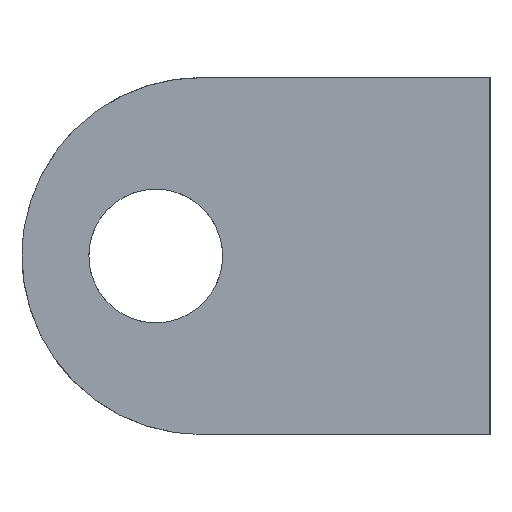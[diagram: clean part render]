
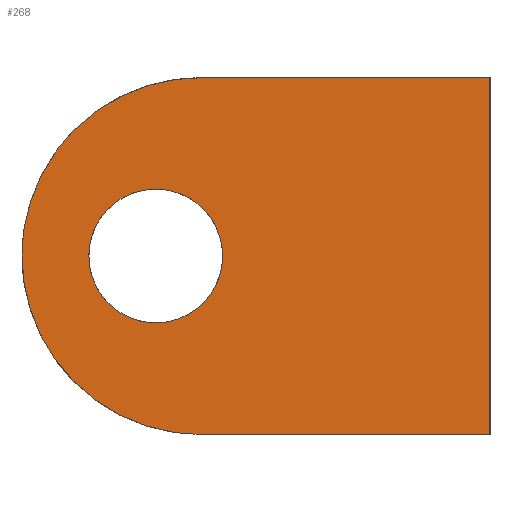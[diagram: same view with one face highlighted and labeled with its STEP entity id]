
A CAD part, left-side view. The second image highlights one B-rep face of the part: STEP entity #268.
In plain terms, the highlighted free-form (B-spline) face has degree [1, 1] with [2, 2] control points.
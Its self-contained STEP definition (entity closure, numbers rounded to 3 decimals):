
#118 = VERTEX_POINT('',#119);
#119 = CARTESIAN_POINT('',(-11.007,13.239,
    7.425));
#137 = VERTEX_POINT('',#138);
#138 = CARTESIAN_POINT('',(-11.007,13.239,
    16.334));
#143 = EDGE_CURVE('',#118,#137,#144,.T.);
#144 = ( BOUNDED_CURVE() B_SPLINE_CURVE(2,(#145,#146,#147,#148,#149),
.UNSPECIFIED.,.F.,.F.) B_SPLINE_CURVE_WITH_KNOTS((3,2,3),(0.,
1.571,3.142),.PIECEWISE_BEZIER_KNOTS.) CURVE() 
GEOMETRIC_REPRESENTATION_ITEM() RATIONAL_B_SPLINE_CURVE((1.,
0.707,1.,0.707,1.)) REPRESENTATION_ITEM('') );
#145 = CARTESIAN_POINT('',(-11.007,13.239,
    7.425));
#146 = CARTESIAN_POINT('',(-11.007,8.785,7.425
    ));
#147 = CARTESIAN_POINT('',(-11.007,8.785,
    11.879));
#148 = CARTESIAN_POINT('',(-11.007,8.785,
    16.334));
#149 = CARTESIAN_POINT('',(-11.007,13.239,
    16.334));
#268 = ADVANCED_FACE('',(#269,#280),#319,.F.);
#269 = FACE_BOUND('',#270,.T.);
#270 = EDGE_LOOP('',(#271,#272));
#271 = ORIENTED_EDGE('',*,*,#143,.F.);
#272 = ORIENTED_EDGE('',*,*,#273,.F.);
#273 = EDGE_CURVE('',#137,#118,#274,.T.);
#274 = ( BOUNDED_CURVE() B_SPLINE_CURVE(2,(#275,#276,#277,#278,#279),
.UNSPECIFIED.,.F.,.F.) B_SPLINE_CURVE_WITH_KNOTS((3,2,3),(3.142,
4.712,6.283),.PIECEWISE_BEZIER_KNOTS.) CURVE() 
GEOMETRIC_REPRESENTATION_ITEM() RATIONAL_B_SPLINE_CURVE((1.,
0.707,1.,0.707,1.)) REPRESENTATION_ITEM('') );
#275 = CARTESIAN_POINT('',(-11.007,13.239,
    16.334));
#276 = CARTESIAN_POINT('',(-11.007,17.694,
    16.334));
#277 = CARTESIAN_POINT('',(-11.007,17.694,
    11.879));
#278 = CARTESIAN_POINT('',(-11.007,17.694,7.425
    ));
#279 = CARTESIAN_POINT('',(-11.007,13.239,
    7.425));
#280 = FACE_BOUND('',#281,.T.);
#281 = EDGE_LOOP('',(#282,#292,#300,#307,#314));
#282 = ORIENTED_EDGE('',*,*,#283,.T.);
#283 = EDGE_CURVE('',#284,#286,#288,.T.);
#284 = VERTEX_POINT('',#285);
#285 = CARTESIAN_POINT('',(-11.007,10.27,
    23.759));
#286 = VERTEX_POINT('',#287);
#287 = CARTESIAN_POINT('',(-11.007,22.149,
    11.879));
#288 = ( BOUNDED_CURVE() B_SPLINE_CURVE(2,(#289,#290,#291),
.UNSPECIFIED.,.F.,.F.) B_SPLINE_CURVE_WITH_KNOTS((3,3),(3.142,
4.712),.PIECEWISE_BEZIER_KNOTS.) CURVE() 
GEOMETRIC_REPRESENTATION_ITEM() RATIONAL_B_SPLINE_CURVE((1.,
0.707,1.)) REPRESENTATION_ITEM('') );
#289 = CARTESIAN_POINT('',(-11.007,10.27,
    23.759));
#290 = CARTESIAN_POINT('',(-11.007,22.149,
    23.759));
#291 = CARTESIAN_POINT('',(-11.007,22.149,
    11.879));
#292 = ORIENTED_EDGE('',*,*,#293,.T.);
#293 = EDGE_CURVE('',#286,#294,#296,.T.);
#294 = VERTEX_POINT('',#295);
#295 = CARTESIAN_POINT('',(-11.007,10.27,0.));
#296 = ( BOUNDED_CURVE() B_SPLINE_CURVE(2,(#297,#298,#299),
.UNSPECIFIED.,.F.,.F.) B_SPLINE_CURVE_WITH_KNOTS((3,3),(4.712,
6.283),.PIECEWISE_BEZIER_KNOTS.) CURVE() 
GEOMETRIC_REPRESENTATION_ITEM() RATIONAL_B_SPLINE_CURVE((1.,
0.707,1.)) REPRESENTATION_ITEM('') );
#297 = CARTESIAN_POINT('',(-11.007,22.149,
    11.879));
#298 = CARTESIAN_POINT('',(-11.007,22.149,
    0.));
#299 = CARTESIAN_POINT('',(-11.007,10.27,0.));
#300 = ORIENTED_EDGE('',*,*,#301,.T.);
#301 = EDGE_CURVE('',#294,#302,#304,.T.);
#302 = VERTEX_POINT('',#303);
#303 = CARTESIAN_POINT('',(-11.007,-9.034,0.));
#304 = B_SPLINE_CURVE_WITH_KNOTS('',1,(#305,#306),.UNSPECIFIED.,.F.,.F.,
  (2,2),(8.,21.),.PIECEWISE_BEZIER_KNOTS.);
#305 = CARTESIAN_POINT('',(-11.007,10.27,0.));
#306 = CARTESIAN_POINT('',(-11.007,-9.034,0.));
#307 = ORIENTED_EDGE('',*,*,#308,.F.);
#308 = EDGE_CURVE('',#309,#302,#311,.T.);
#309 = VERTEX_POINT('',#310);
#310 = CARTESIAN_POINT('',(-11.007,-9.034,
    23.759));
#311 = B_SPLINE_CURVE_WITH_KNOTS('',1,(#312,#313),.UNSPECIFIED.,.F.,.F.,
  (2,2),(-0.,16.),.PIECEWISE_BEZIER_KNOTS.);
#312 = CARTESIAN_POINT('',(-11.007,-9.034,
    23.759));
#313 = CARTESIAN_POINT('',(-11.007,-9.034,0.));
#314 = ORIENTED_EDGE('',*,*,#315,.F.);
#315 = EDGE_CURVE('',#284,#309,#316,.T.);
#316 = B_SPLINE_CURVE_WITH_KNOTS('',1,(#317,#318),.UNSPECIFIED.,.F.,.F.,
  (2,2),(8.,21.),.PIECEWISE_BEZIER_KNOTS.);
#317 = CARTESIAN_POINT('',(-11.007,10.27,
    23.759));
#318 = CARTESIAN_POINT('',(-11.007,-9.034,
    23.759));
#319 = B_SPLINE_SURFACE_WITH_KNOTS('',1,1,(
    (#320,#321)
    ,(#322,#323
    )),.UNSPECIFIED.,.F.,.F.,.F.,(2,2),(2,2),(0.,16.),(-21.,0.),
  .PIECEWISE_BEZIER_KNOTS.);
#320 = CARTESIAN_POINT('',(-11.007,-9.034,
    23.759));
#321 = CARTESIAN_POINT('',(-11.007,22.149,
    23.759));
#322 = CARTESIAN_POINT('',(-11.007,-9.034,0.));
#323 = CARTESIAN_POINT('',(-11.007,22.149,0.));
